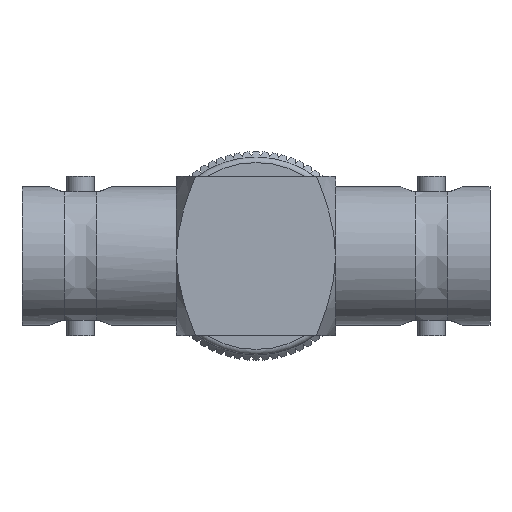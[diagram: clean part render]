
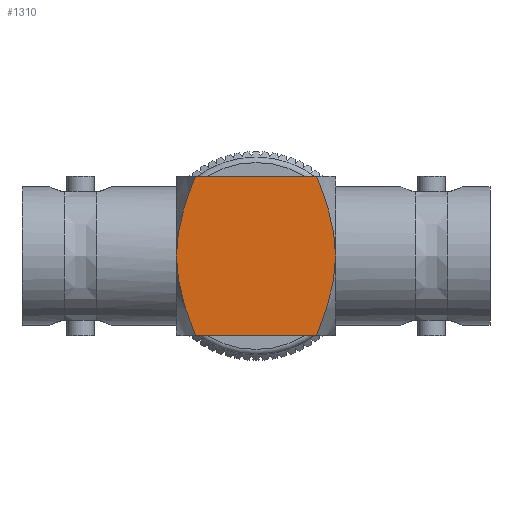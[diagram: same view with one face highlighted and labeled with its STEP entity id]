
A CAD part, front view. The second image highlights one B-rep face of the part: STEP entity #1310.
In plain terms, the highlighted planar face has unit normal (0, -1, 0).
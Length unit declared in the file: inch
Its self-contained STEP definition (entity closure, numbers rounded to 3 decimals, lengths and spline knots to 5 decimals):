
#76 = VECTOR ( 'NONE', #9773, 39.37008 ) ;
#381 = B_SPLINE_CURVE_WITH_KNOTS ( 'NONE', 3,
 ( #2603, #1523, #5957, #2675, #7118, #1592, #1872, #1127 ),
 .UNSPECIFIED., .F., .F.,
 ( 4, 2, 2, 4 ),
 ( 0.01596, 0.01739, 0.01883, 0.02169 ),
 .UNSPECIFIED. ) ;
#569 = B_SPLINE_CURVE_WITH_KNOTS ( 'NONE', 3,
 ( #1685, #5033, #10776, #4961, #6352, #2927, #6205, #10477, #1829, #3875 ),
 .UNSPECIFIED., .F., .F.,
 ( 4, 2, 2, 2, 4 ),
 ( 0.02169, 0.02312, 0.02455, 0.02598, 0.02741 ),
 .UNSPECIFIED. ) ;
#589 = EDGE_CURVE ( 'NONE', #5072, #2359, #2073, .T. ) ;
#652 = VERTEX_POINT ( 'NONE', #8895 ) ;
#712 = LINE ( 'NONE', #12860, #10533 ) ;
#1013 = CARTESIAN_POINT ( 'NONE',  ( 0.21162, -0.2175, 0.07467 ) ) ;
#1127 = CARTESIAN_POINT ( 'NONE',  ( -0.2175, -0.2175, 0. ) ) ;
#1310 = ADVANCED_FACE ( 'NONE', ( #12048 ), #14320, .F. ) ;
#1523 = CARTESIAN_POINT ( 'NONE',  ( -0.17258, -0.2175, 0.20012 ) ) ;
#1592 = CARTESIAN_POINT ( 'NONE',  ( -0.21162, -0.2175, 0.07467 ) ) ;
#1685 = CARTESIAN_POINT ( 'NONE',  ( -0.2175, -0.2175, 0. ) ) ;
#1807 = CARTESIAN_POINT ( 'NONE',  ( 0.19168, -0.2175, -0.14715 ) ) ;
#1829 = CARTESIAN_POINT ( 'NONE',  ( -0.17256, -0.2175, -0.20018 ) ) ;
#1872 = CARTESIAN_POINT ( 'NONE',  ( -0.2175, -0.2175, 0.03782 ) ) ;
#2040 = CARTESIAN_POINT ( 'NONE',  ( 0.16549, -0.2175, -0.2175 ) ) ;
#2073 = LINE ( 'NONE', #5491, #76 ) ;
#2101 = CARTESIAN_POINT ( 'NONE',  ( 0.19171, -0.2175, 0.14707 ) ) ;
#2359 = VERTEX_POINT ( 'NONE', #9239 ) ;
#2603 = CARTESIAN_POINT ( 'NONE',  ( -0.16549, -0.2175, 0.2175 ) ) ;
#2675 = CARTESIAN_POINT ( 'NONE',  ( -0.19171, -0.2175, 0.14707 ) ) ;
#2782 = EDGE_CURVE ( 'NONE', #5072, #13323, #381, .T. ) ;
#2901 = DIRECTION ( 'NONE',  ( 1., 0., 0. ) ) ;
#2927 = CARTESIAN_POINT ( 'NONE',  ( -0.19732, -0.2175, -0.12919 ) ) ;
#3724 = AXIS2_PLACEMENT_3D ( 'NONE', #13208, #8775, #8839 ) ;
#3875 = CARTESIAN_POINT ( 'NONE',  ( -0.16549, -0.2175, -0.2175 ) ) ;
#4078 = CARTESIAN_POINT ( 'NONE',  ( 0.20682, -0.2175, -0.093 ) ) ;
#4084 = VERTEX_POINT ( 'NONE', #5545 ) ;
#4223 = CARTESIAN_POINT ( 'NONE',  ( 0.2107, -0.2175, -0.07473 ) ) ;
#4663 = CARTESIAN_POINT ( 'NONE',  ( 0.2175, -0.2175, 0. ) ) ;
#4961 = CARTESIAN_POINT ( 'NONE',  ( -0.2107, -0.2175, -0.07473 ) ) ;
#4979 = ORIENTED_EDGE ( 'NONE', *, *, #589, .F. ) ;
#5033 = CARTESIAN_POINT ( 'NONE',  ( -0.2175, -0.2175, -0.0189 ) ) ;
#5072 = VERTEX_POINT ( 'NONE', #11053 ) ;
#5136 = B_SPLINE_CURVE_WITH_KNOTS ( 'NONE', 3,
 ( #7482, #7630, #7562, #2101, #10961, #1013, #10898, #14331 ),
 .UNSPECIFIED., .F., .F.,
 ( 4, 2, 2, 4 ),
 ( 0.01596, 0.01739, 0.01883, 0.02169 ),
 .UNSPECIFIED. ) ;
#5454 = CARTESIAN_POINT ( 'NONE',  ( 0.2175, -0.2175, -0.0189 ) ) ;
#5491 = CARTESIAN_POINT ( 'NONE',  ( -0.2175, -0.2175, 0.2175 ) ) ;
#5545 = CARTESIAN_POINT ( 'NONE',  ( 0.16549, -0.2175, -0.2175 ) ) ;
#5802 = CARTESIAN_POINT ( 'NONE',  ( -0.2175, -0.2175, 0. ) ) ;
#5922 = ORIENTED_EDGE ( 'NONE', *, *, #6389, .T. ) ;
#5957 = CARTESIAN_POINT ( 'NONE',  ( -0.17932, -0.2175, 0.18259 ) ) ;
#6205 = CARTESIAN_POINT ( 'NONE',  ( -0.19168, -0.2175, -0.14715 ) ) ;
#6352 = CARTESIAN_POINT ( 'NONE',  ( -0.20682, -0.2175, -0.093 ) ) ;
#6389 = EDGE_CURVE ( 'NONE', #13323, #652, #569, .T. ) ;
#6482 = CARTESIAN_POINT ( 'NONE',  ( 0.17256, -0.2175, -0.20018 ) ) ;
#7118 = CARTESIAN_POINT ( 'NONE',  ( -0.19736, -0.2175, 0.12905 ) ) ;
#7409 = CARTESIAN_POINT ( 'NONE',  ( 0.17929, -0.2175, -0.18268 ) ) ;
#7482 = CARTESIAN_POINT ( 'NONE',  ( 0.16549, -0.2175, 0.2175 ) ) ;
#7562 = CARTESIAN_POINT ( 'NONE',  ( 0.17932, -0.2175, 0.18259 ) ) ;
#7630 = CARTESIAN_POINT ( 'NONE',  ( 0.17258, -0.2175, 0.20012 ) ) ;
#8353 = VERTEX_POINT ( 'NONE', #4663 ) ;
#8501 = CARTESIAN_POINT ( 'NONE',  ( 0.19732, -0.2175, -0.12919 ) ) ;
#8775 = DIRECTION ( 'NONE',  ( 0., 1., 0. ) ) ;
#8839 = DIRECTION ( 'NONE',  ( 0., 0., 1. ) ) ;
#8895 = CARTESIAN_POINT ( 'NONE',  ( -0.16549, -0.2175, -0.2175 ) ) ;
#8902 = ORIENTED_EDGE ( 'NONE', *, *, #11874, .T. ) ;
#9115 = B_SPLINE_CURVE_WITH_KNOTS ( 'NONE', 3,
 ( #13154, #5454, #14263, #4223, #4078, #8501, #1807, #7409, #6482, #2040 ),
 .UNSPECIFIED., .F., .F.,
 ( 4, 2, 2, 2, 4 ),
 ( 0.02169, 0.02312, 0.02455, 0.02598, 0.02741 ),
 .UNSPECIFIED. ) ;
#9239 = CARTESIAN_POINT ( 'NONE',  ( 0.16549, -0.2175, 0.2175 ) ) ;
#9653 = EDGE_LOOP ( 'NONE', ( #4979, #13227, #5922, #8902, #10206, #9689 ) ) ;
#9689 = ORIENTED_EDGE ( 'NONE', *, *, #14304, .F. ) ;
#9773 = DIRECTION ( 'NONE',  ( 1., 0., 0. ) ) ;
#10206 = ORIENTED_EDGE ( 'NONE', *, *, #14287, .F. ) ;
#10477 = CARTESIAN_POINT ( 'NONE',  ( -0.17929, -0.2175, -0.18268 ) ) ;
#10533 = VECTOR ( 'NONE', #2901, 39.37008 ) ;
#10776 = CARTESIAN_POINT ( 'NONE',  ( -0.21604, -0.2175, -0.03773 ) ) ;
#10898 = CARTESIAN_POINT ( 'NONE',  ( 0.2175, -0.2175, 0.03782 ) ) ;
#10961 = CARTESIAN_POINT ( 'NONE',  ( 0.19736, -0.2175, 0.12905 ) ) ;
#11053 = CARTESIAN_POINT ( 'NONE',  ( -0.16549, -0.2175, 0.2175 ) ) ;
#11874 = EDGE_CURVE ( 'NONE', #652, #4084, #712, .T. ) ;
#12048 = FACE_OUTER_BOUND ( 'NONE', #9653, .T. ) ;
#12860 = CARTESIAN_POINT ( 'NONE',  ( -0.2175, -0.2175, -0.2175 ) ) ;
#13154 = CARTESIAN_POINT ( 'NONE',  ( 0.2175, -0.2175, 0. ) ) ;
#13208 = CARTESIAN_POINT ( 'NONE',  ( -0.2175, -0.2175, 0.2175 ) ) ;
#13227 = ORIENTED_EDGE ( 'NONE', *, *, #2782, .T. ) ;
#13323 = VERTEX_POINT ( 'NONE', #5802 ) ;
#14263 = CARTESIAN_POINT ( 'NONE',  ( 0.21604, -0.2175, -0.03773 ) ) ;
#14287 = EDGE_CURVE ( 'NONE', #8353, #4084, #9115, .T. ) ;
#14304 = EDGE_CURVE ( 'NONE', #2359, #8353, #5136, .T. ) ;
#14320 = PLANE ( 'NONE',  #3724 ) ;
#14331 = CARTESIAN_POINT ( 'NONE',  ( 0.2175, -0.2175, 0. ) ) ;
